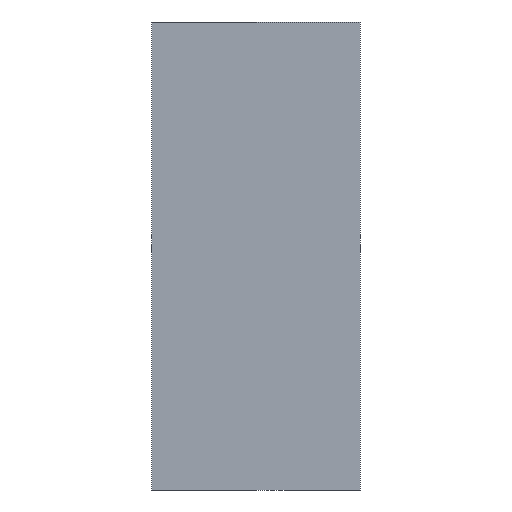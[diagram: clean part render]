
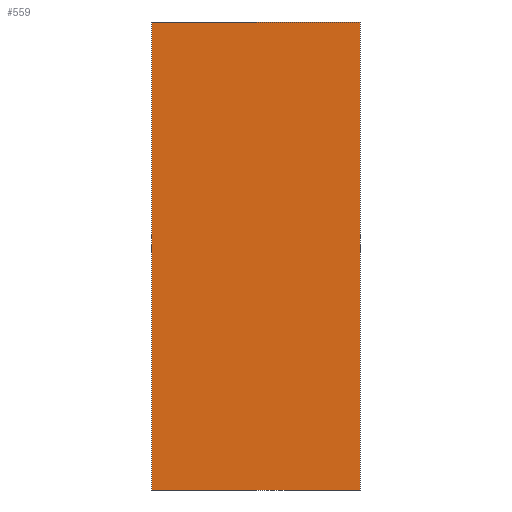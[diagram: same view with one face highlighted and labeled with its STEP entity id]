
A CAD part, left-side view. The second image highlights one B-rep face of the part: STEP entity #559.
In plain terms, the highlighted planar face has unit normal (-1, 0, 0).
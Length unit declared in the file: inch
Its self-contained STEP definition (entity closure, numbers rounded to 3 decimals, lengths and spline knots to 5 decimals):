
#24 = VECTOR ( 'NONE', #721, 39.37008 ) ;
#47 = DIRECTION ( 'NONE',  ( 1., 0., 0. ) ) ;
#94 = ORIENTED_EDGE ( 'NONE', *, *, #360, .T. ) ;
#169 = LINE ( 'NONE', #304, #337 ) ;
#172 = DIRECTION ( 'NONE',  ( 0., -1., 0. ) ) ;
#239 = CARTESIAN_POINT ( 'NONE',  ( -0.13, 0., 0.045 ) ) ;
#304 = CARTESIAN_POINT ( 'NONE',  ( -0.13, 0.04, -0.045 ) ) ;
#337 = VECTOR ( 'NONE', #710, 39.37008 ) ;
#351 = LINE ( 'NONE', #966, #420 ) ;
#360 = EDGE_CURVE ( 'NONE', #697, #1047, #429, .T. ) ;
#362 = DIRECTION ( 'NONE',  ( 0., 0., 1. ) ) ;
#382 = PLANE ( 'NONE',  #515 ) ;
#417 = EDGE_CURVE ( 'NONE', #681, #1047, #667, .T. ) ;
#420 = VECTOR ( 'NONE', #362, 39.37008 ) ;
#429 = LINE ( 'NONE', #239, #24 ) ;
#470 = FACE_OUTER_BOUND ( 'NONE', #541, .T. ) ;
#475 = CARTESIAN_POINT ( 'NONE',  ( -0.13, 0., 0.045 ) ) ;
#476 = CARTESIAN_POINT ( 'NONE',  ( -0.13, 0.04, 0.045 ) ) ;
#515 = AXIS2_PLACEMENT_3D ( 'NONE', #533, #47, #615 ) ;
#517 = VECTOR ( 'NONE', #172, 39.37008 ) ;
#533 = CARTESIAN_POINT ( 'NONE',  ( -0.13, 0.04, 0.045 ) ) ;
#541 = EDGE_LOOP ( 'NONE', ( #94, #719, #872, #810 ) ) ;
#558 = CARTESIAN_POINT ( 'NONE',  ( -0.13, 0., -0.045 ) ) ;
#559 = ADVANCED_FACE ( 'NONE', ( #470 ), #382, .F. ) ;
#615 = DIRECTION ( 'NONE',  ( 0., 0., -1. ) ) ;
#667 = LINE ( 'NONE', #980, #517 ) ;
#681 = VERTEX_POINT ( 'NONE', #476 ) ;
#697 = VERTEX_POINT ( 'NONE', #558 ) ;
#710 = DIRECTION ( 'NONE',  ( 0., -1., 0. ) ) ;
#719 = ORIENTED_EDGE ( 'NONE', *, *, #417, .F. ) ;
#721 = DIRECTION ( 'NONE',  ( 0., 0., 1. ) ) ;
#810 = ORIENTED_EDGE ( 'NONE', *, *, #1038, .T. ) ;
#843 = EDGE_CURVE ( 'NONE', #990, #681, #351, .T. ) ;
#861 = CARTESIAN_POINT ( 'NONE',  ( -0.13, 0.04, -0.045 ) ) ;
#872 = ORIENTED_EDGE ( 'NONE', *, *, #843, .F. ) ;
#966 = CARTESIAN_POINT ( 'NONE',  ( -0.13, 0.04, 0.045 ) ) ;
#980 = CARTESIAN_POINT ( 'NONE',  ( -0.13, 0.04, 0.045 ) ) ;
#990 = VERTEX_POINT ( 'NONE', #861 ) ;
#1038 = EDGE_CURVE ( 'NONE', #990, #697, #169, .T. ) ;
#1047 = VERTEX_POINT ( 'NONE', #475 ) ;
